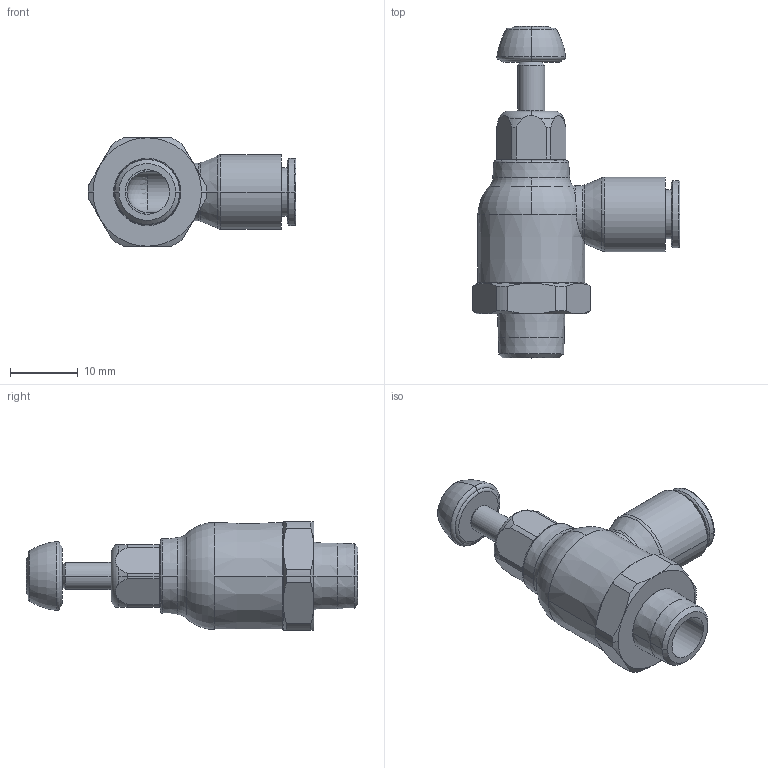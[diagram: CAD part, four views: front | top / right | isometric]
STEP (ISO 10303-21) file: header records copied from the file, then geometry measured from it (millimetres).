
FILE_DESCRIPTION(('STEP AP214'),'1');
FILE_NAME('7065_06_10.stp','2016-07-07T14:54:16',('TraceParts'),('TraceParts S.A.'),'Spatial InterOp 3D',' ',' ');
FILE_SCHEMA(('automotive_design'));
Length unit declared in the file: millimetre
Products named in the file (1): 1
Bounding box: 30.7 x 49 x 16 mm (x, y, z)
Volume: 5402.2 mm3; surface area: 3675 mm2
Topology: 1 solids, 1 shells, 134 faces, 339 edges, 212 vertices
Faces by surface type: cone 42, cylinder 34, torus 27, plane 23, revolution 6, sphere 2
Entity records: 4489 total; most frequent: CARTESIAN_POINT 1236, DIRECTION 739, ORIENTED_EDGE 674, EDGE_CURVE 337, AXIS2_PLACEMENT_3D 328, VERTEX_POINT 212, CIRCLE 199, EDGE_LOOP 143
